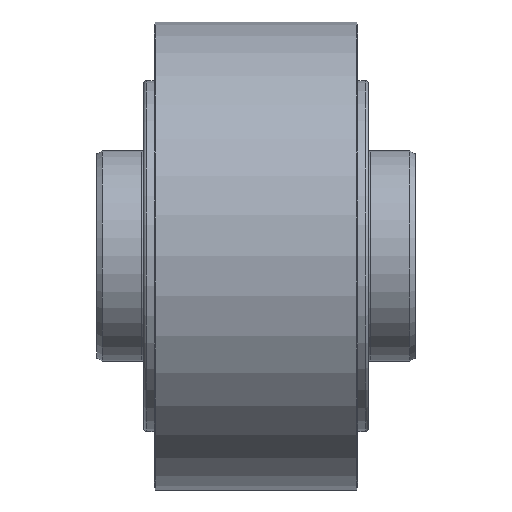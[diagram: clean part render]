
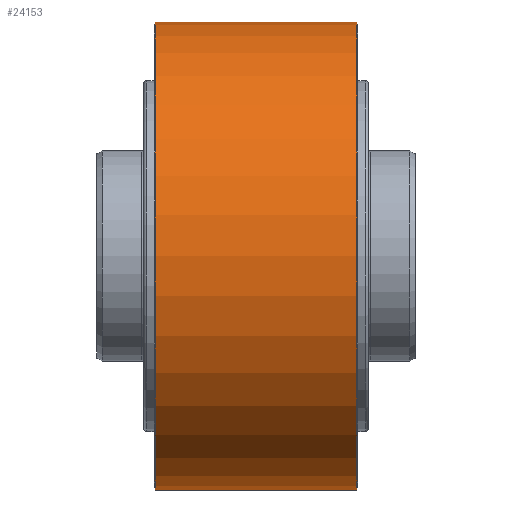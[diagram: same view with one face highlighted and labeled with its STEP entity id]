
A CAD part, top view. The second image highlights one B-rep face of the part: STEP entity #24153.
In plain terms, the highlighted cylindrical face has radius 50 mm (diameter 100 mm), a partial arc.
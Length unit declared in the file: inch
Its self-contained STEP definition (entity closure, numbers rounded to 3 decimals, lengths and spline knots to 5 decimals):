
#22510=CARTESIAN_POINT('',(-0.84646,0.,0.));
#22511=DIRECTION('',(-1.,0.,0.));
#22512=DIRECTION('',(0.,-1.,0.));
#22513=AXIS2_PLACEMENT_3D('',#22510,#22511,#22512);
#22650=DIRECTION('',(1.,0.,0.));
#22651=VECTOR('',#22650,1.69291);
#22652=CARTESIAN_POINT('',(-0.84646,1.9685,0.));
#22653=LINE('',#22652,#22651);
#22654=DIRECTION('',(-1.,0.,0.));
#22655=VECTOR('',#22654,1.69291);
#22656=CARTESIAN_POINT('',(0.84646,-1.9685,0.));
#22657=LINE('',#22656,#22655);
#22658=CARTESIAN_POINT('',(0.84646,0.,0.));
#22659=DIRECTION('',(1.,0.,0.));
#22660=DIRECTION('',(0.,1.,0.));
#22661=AXIS2_PLACEMENT_3D('',#22658,#22659,#22660);
#23742=CARTESIAN_POINT('',(-0.84646,-1.9685,0.));
#23743=CARTESIAN_POINT('',(-0.84646,1.9685,0.));
#23744=VERTEX_POINT('',#23742);
#23745=VERTEX_POINT('',#23743);
#23746=CARTESIAN_POINT('',(0.84646,1.9685,0.));
#23747=VERTEX_POINT('',#23746);
#23748=CARTESIAN_POINT('',(0.84646,-1.9685,0.));
#23749=VERTEX_POINT('',#23748);
#24139=CARTESIAN_POINT('',(-0.84646,0.,0.));
#24140=DIRECTION('',(1.,0.,0.));
#24141=DIRECTION('',(0.,-1.,0.));
#24142=AXIS2_PLACEMENT_3D('',#24139,#24140,#24141);
#24143=CYLINDRICAL_SURFACE('',#24142,1.9685);
#24145=ORIENTED_EDGE('',*,*,#24144,.T.);
#24146=ORIENTED_EDGE('',*,*,#24019,.T.);
#24148=ORIENTED_EDGE('',*,*,#24147,.T.);
#24150=ORIENTED_EDGE('',*,*,#24149,.T.);
#24151=EDGE_LOOP('',(#24145,#24146,#24148,#24150));
#24152=FACE_OUTER_BOUND('',#24151,.F.);
#22514=CIRCLE('',#22513,1.9685);
#22662=CIRCLE('',#22661,1.9685);
#24019=EDGE_CURVE('',#23744,#23745,#22514,.T.);
#24144=EDGE_CURVE('',#23749,#23744,#22657,.T.);
#24147=EDGE_CURVE('',#23745,#23747,#22653,.T.);
#24149=EDGE_CURVE('',#23747,#23749,#22662,.T.);
#24153=ADVANCED_FACE('',(#24152),#24143,.T.);
